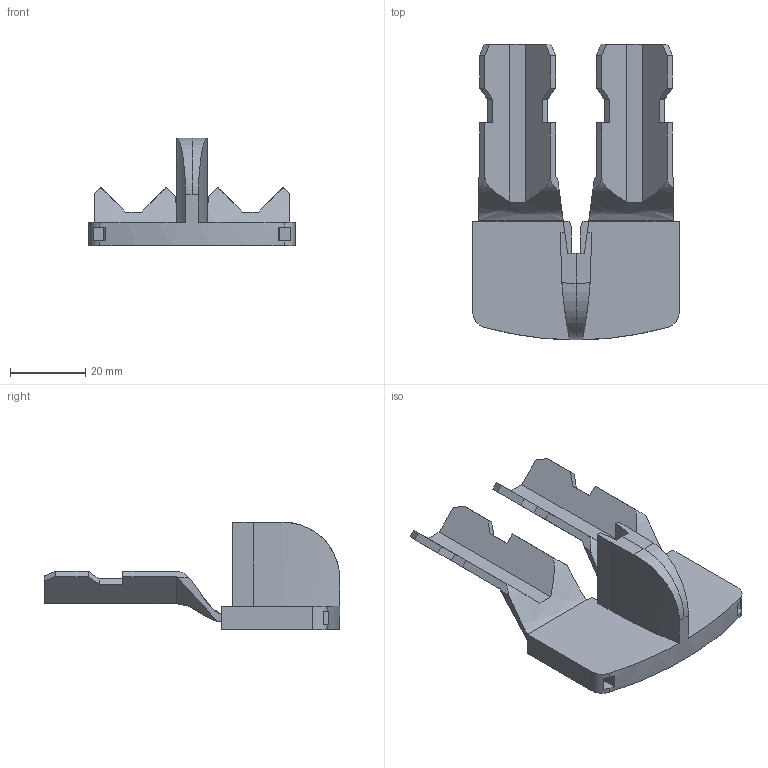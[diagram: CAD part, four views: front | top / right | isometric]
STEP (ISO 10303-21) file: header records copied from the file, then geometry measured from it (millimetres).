
FILE_DESCRIPTION(('STEP AP214'),'1');
FILE_NAME('cctmp_74CDA778-FBCB-43FC-989B-01E1DFC213EF_2023_07_24_21_58_47_0096..stp','2023-07-24T19:58:47',('SIEMENS A&D'),('CADClick - www.CADClick.com'),'Spatial InterOp 3D postprocessed',' ','unknown authorization');
FILE_SCHEMA(('AUTOMOTIVE_DESIGN'));
Length unit declared in the file: millimetre
Products named in the file (1): 2023_07_24_21_58_47_0096
Bounding box: 54.7 x 78.42 x 28.57 mm (x, y, z)
Volume: 18415.6 mm3; surface area: 11088 mm2
Topology: 1 solids, 1 shells, 97 faces, 281 edges, 186 vertices
Faces by surface type: plane 78, extrusion 8, cylinder 7, bspline 4
Entity records: 4904 total; most frequent: CARTESIAN_POINT 2130, ORIENTED_EDGE 562, DIRECTION 428, EDGE_CURVE 281, VECTOR 210, LINE 202, VERTEX_POINT 186, AXIS2_PLACEMENT_3D 109
